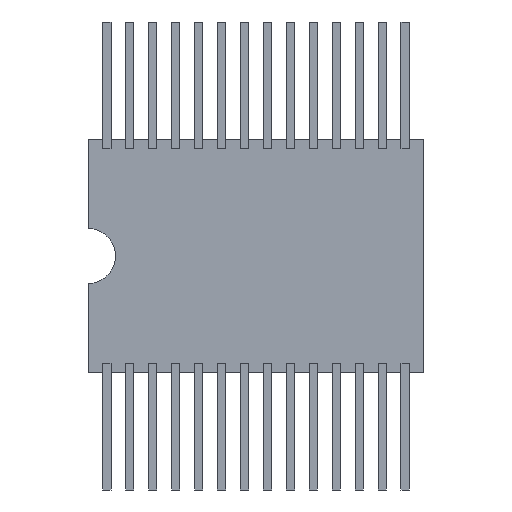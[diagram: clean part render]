
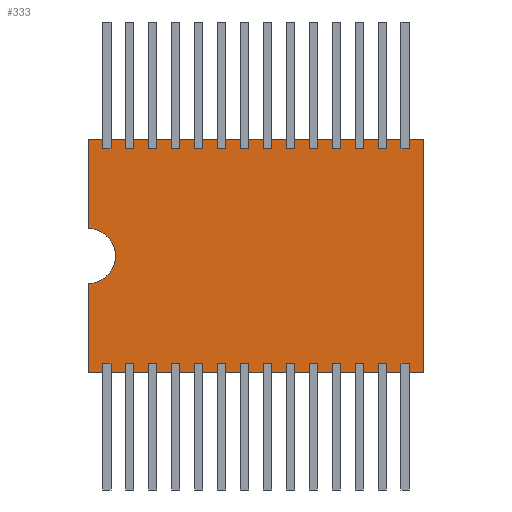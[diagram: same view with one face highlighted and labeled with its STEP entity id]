
A CAD part, front view. The second image highlights one B-rep face of the part: STEP entity #333.
In plain terms, the highlighted planar face has unit normal (0, -1, 0).
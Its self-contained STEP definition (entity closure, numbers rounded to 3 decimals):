
#66 = DIRECTION ( 'NONE',  ( 1., 0., 0. ) ) ;
#137 = ORIENTED_EDGE ( 'NONE', *, *, #3330, .F. ) ;
#213 = CARTESIAN_POINT ( 'NONE',  ( 0., 0., -12.7 ) ) ;
#299 = VERTEX_POINT ( 'NONE', #1970 ) ;
#323 = DIRECTION ( 'NONE',  ( 0., 0., 1. ) ) ;
#333 = ADVANCED_FACE ( 'NONE', ( #3784 ), #2757, .F. ) ;
#786 = VECTOR ( 'NONE', #9251, 1000. ) ;
#927 = ORIENTED_EDGE ( 'NONE', *, *, #10137, .F. ) ;
#1212 = EDGE_CURVE ( 'NONE', #4399, #2253, #1954, .T. ) ;
#1736 = DIRECTION ( 'NONE',  ( 0., -1., 0. ) ) ;
#1808 = CIRCLE ( 'NONE', #4318, 1.5 ) ;
#1954 = LINE ( 'NONE', #5251, #8108 ) ;
#1970 = CARTESIAN_POINT ( 'NONE',  ( 0., 0., -7.85 ) ) ;
#2058 = DIRECTION ( 'NONE',  ( 0., 0., 1. ) ) ;
#2185 = ORIENTED_EDGE ( 'NONE', *, *, #4764, .F. ) ;
#2253 = VERTEX_POINT ( 'NONE', #10246 ) ;
#2418 = VERTEX_POINT ( 'NONE', #4761 ) ;
#2540 = VERTEX_POINT ( 'NONE', #3625 ) ;
#2757 = PLANE ( 'NONE',  #4787 ) ;
#3045 = VECTOR ( 'NONE', #66, 1000. ) ;
#3066 = CARTESIAN_POINT ( 'NONE',  ( 0., 0., -12.7 ) ) ;
#3157 = LINE ( 'NONE', #8456, #786 ) ;
#3271 = ORIENTED_EDGE ( 'NONE', *, *, #8074, .F. ) ;
#3330 = EDGE_CURVE ( 'NONE', #299, #2418, #1808, .T. ) ;
#3625 = CARTESIAN_POINT ( 'NONE',  ( 0., 0., 0. ) ) ;
#3784 = FACE_OUTER_BOUND ( 'NONE', #9007, .T. ) ;
#4291 = CARTESIAN_POINT ( 'NONE',  ( 0., 0., -7.85 ) ) ;
#4318 = AXIS2_PLACEMENT_3D ( 'NONE', #6537, #1736, #7368 ) ;
#4399 = VERTEX_POINT ( 'NONE', #9633 ) ;
#4454 = DIRECTION ( 'NONE',  ( 0., 1., 0. ) ) ;
#4761 = CARTESIAN_POINT ( 'NONE',  ( 0., 0., -4.85 ) ) ;
#4764 = EDGE_CURVE ( 'NONE', #2418, #2540, #3157, .T. ) ;
#4787 = AXIS2_PLACEMENT_3D ( 'NONE', #10088, #4454, #2058 ) ;
#5251 = CARTESIAN_POINT ( 'NONE',  ( 18.3, 0., 0. ) ) ;
#5706 = CARTESIAN_POINT ( 'NONE',  ( 0., 0., 0. ) ) ;
#5978 = EDGE_CURVE ( 'NONE', #2540, #4399, #9218, .T. ) ;
#6309 = DIRECTION ( 'NONE',  ( -1., 0., 0. ) ) ;
#6321 = VERTEX_POINT ( 'NONE', #213 ) ;
#6537 = CARTESIAN_POINT ( 'NONE',  ( 0., 0., -6.35 ) ) ;
#7368 = DIRECTION ( 'NONE',  ( 0., 0., 1. ) ) ;
#7913 = VECTOR ( 'NONE', #6309, 1000. ) ;
#8074 = EDGE_CURVE ( 'NONE', #6321, #299, #9235, .T. ) ;
#8086 = ORIENTED_EDGE ( 'NONE', *, *, #5978, .F. ) ;
#8108 = VECTOR ( 'NONE', #8715, 1000. ) ;
#8456 = CARTESIAN_POINT ( 'NONE',  ( 0., 0., 0. ) ) ;
#8715 = DIRECTION ( 'NONE',  ( 0., 0., -1. ) ) ;
#8977 = VECTOR ( 'NONE', #323, 1000. ) ;
#9007 = EDGE_LOOP ( 'NONE', ( #2185, #137, #3271, #927, #9159, #8086 ) ) ;
#9159 = ORIENTED_EDGE ( 'NONE', *, *, #1212, .F. ) ;
#9218 = LINE ( 'NONE', #5706, #3045 ) ;
#9235 = LINE ( 'NONE', #4291, #8977 ) ;
#9251 = DIRECTION ( 'NONE',  ( 0., 0., 1. ) ) ;
#9633 = CARTESIAN_POINT ( 'NONE',  ( 18.3, 0., 0. ) ) ;
#10035 = LINE ( 'NONE', #3066, #7913 ) ;
#10088 = CARTESIAN_POINT ( 'NONE',  ( 0., 0., -6.35 ) ) ;
#10137 = EDGE_CURVE ( 'NONE', #2253, #6321, #10035, .T. ) ;
#10246 = CARTESIAN_POINT ( 'NONE',  ( 18.3, 0., -12.7 ) ) ;
